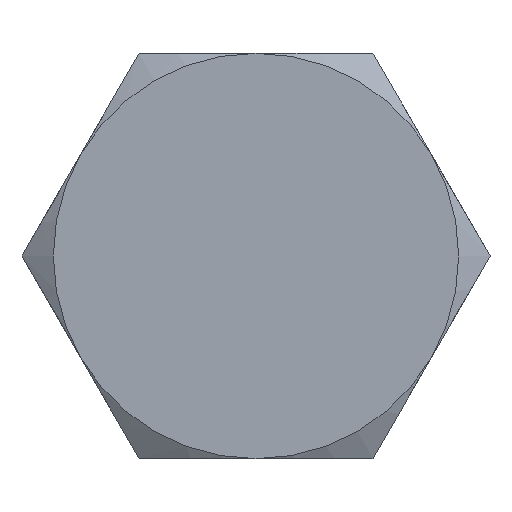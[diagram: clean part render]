
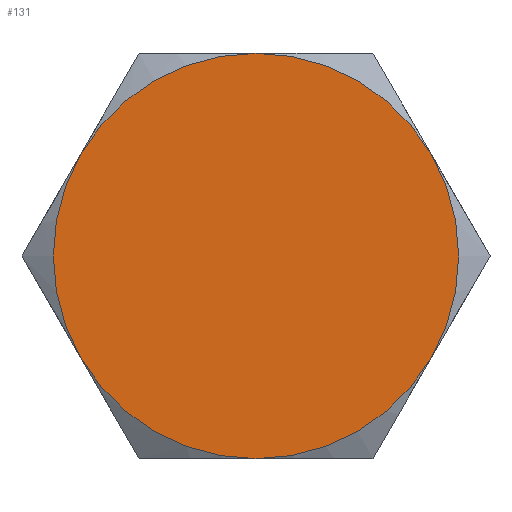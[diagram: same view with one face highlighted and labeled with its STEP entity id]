
A CAD part, left-side view. The second image highlights one B-rep face of the part: STEP entity #131.
In plain terms, the highlighted planar face has unit normal (-1, 0, 0).
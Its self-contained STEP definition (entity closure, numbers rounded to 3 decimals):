
#3 = AXIS2_PLACEMENT_3D ( 'NONE', #588, #201, #487 ) ;
#5 = DIRECTION ( 'NONE',  ( 1., 0., 0. ) ) ;
#23 = DIRECTION ( 'NONE',  ( -1., 0., 0. ) ) ;
#34 = DIRECTION ( 'NONE',  ( 1., 0., 0. ) ) ;
#46 = DIRECTION ( 'NONE',  ( 1., 0., 0. ) ) ;
#64 = CARTESIAN_POINT ( 'NONE',  ( 0., 0., 2.75 ) ) ;
#78 = CARTESIAN_POINT ( 'NONE',  ( 0., 0., 0. ) ) ;
#93 = AXIS2_PLACEMENT_3D ( 'NONE', #428, #5, #328 ) ;
#96 = EDGE_CURVE ( 'NONE', #116, #341, #505, .T. ) ;
#108 = CIRCLE ( 'NONE', #238, 2.75 ) ;
#113 = CARTESIAN_POINT ( 'NONE',  ( 0., 2.382, 1.375 ) ) ;
#116 = VERTEX_POINT ( 'NONE', #64 ) ;
#128 = DIRECTION ( 'NONE',  ( 0., 0., -1. ) ) ;
#131 = ADVANCED_FACE ( 'NONE', ( #192 ), #339, .F. ) ;
#136 = DIRECTION ( 'NONE',  ( 1., 0., 0. ) ) ;
#172 = VERTEX_POINT ( 'NONE', #440 ) ;
#185 = ORIENTED_EDGE ( 'NONE', *, *, #96, .T. ) ;
#192 = FACE_OUTER_BOUND ( 'NONE', #258, .T. ) ;
#201 = DIRECTION ( 'NONE',  ( 1., 0., 0. ) ) ;
#209 = DIRECTION ( 'NONE',  ( 0., 0., -1. ) ) ;
#219 = CIRCLE ( 'NONE', #93, 2.75 ) ;
#224 = ORIENTED_EDGE ( 'NONE', *, *, #443, .F. ) ;
#226 = DIRECTION ( 'NONE',  ( 0., 0., -1. ) ) ;
#238 = AXIS2_PLACEMENT_3D ( 'NONE', #298, #542, #253 ) ;
#243 = EDGE_CURVE ( 'NONE', #529, #341, #354, .T. ) ;
#251 = CARTESIAN_POINT ( 'NONE',  ( 0., 0., 0. ) ) ;
#253 = DIRECTION ( 'NONE',  ( 0., 0., -1. ) ) ;
#255 = EDGE_CURVE ( 'NONE', #116, #465, #108, .T. ) ;
#258 = EDGE_LOOP ( 'NONE', ( #484, #224, #562, #286, #185, #537 ) ) ;
#272 = AXIS2_PLACEMENT_3D ( 'NONE', #424, #136, #226 ) ;
#281 = AXIS2_PLACEMENT_3D ( 'NONE', #384, #23, #535 ) ;
#286 = ORIENTED_EDGE ( 'NONE', *, *, #255, .F. ) ;
#298 = CARTESIAN_POINT ( 'NONE',  ( 0., 0., 0. ) ) ;
#299 = CARTESIAN_POINT ( 'NONE',  ( 0., 0., -2.75 ) ) ;
#319 = CARTESIAN_POINT ( 'NONE',  ( 0., -2.382, 1.375 ) ) ;
#328 = DIRECTION ( 'NONE',  ( 0., 0., -1. ) ) ;
#339 = PLANE ( 'NONE',  #3 ) ;
#341 = VERTEX_POINT ( 'NONE', #113 ) ;
#354 = CIRCLE ( 'NONE', #393, 2.75 ) ;
#380 = VERTEX_POINT ( 'NONE', #299 ) ;
#384 = CARTESIAN_POINT ( 'NONE',  ( 0., 0., 0. ) ) ;
#393 = AXIS2_PLACEMENT_3D ( 'NONE', #251, #34, #209 ) ;
#424 = CARTESIAN_POINT ( 'NONE',  ( 0., 0., 0. ) ) ;
#428 = CARTESIAN_POINT ( 'NONE',  ( 0., 0., 0. ) ) ;
#440 = CARTESIAN_POINT ( 'NONE',  ( 0., -2.382, -1.375 ) ) ;
#443 = EDGE_CURVE ( 'NONE', #172, #380, #451, .T. ) ;
#446 = AXIS2_PLACEMENT_3D ( 'NONE', #78, #46, #128 ) ;
#451 = CIRCLE ( 'NONE', #446, 2.75 ) ;
#465 = VERTEX_POINT ( 'NONE', #319 ) ;
#484 = ORIENTED_EDGE ( 'NONE', *, *, #534, .F. ) ;
#487 = DIRECTION ( 'NONE',  ( 0., 0., -1. ) ) ;
#505 = CIRCLE ( 'NONE', #281, 2.75 ) ;
#529 = VERTEX_POINT ( 'NONE', #601 ) ;
#534 = EDGE_CURVE ( 'NONE', #380, #529, #538, .T. ) ;
#535 = DIRECTION ( 'NONE',  ( 0., 0., 1. ) ) ;
#537 = ORIENTED_EDGE ( 'NONE', *, *, #243, .F. ) ;
#538 = CIRCLE ( 'NONE', #272, 2.75 ) ;
#542 = DIRECTION ( 'NONE',  ( 1., 0., 0. ) ) ;
#562 = ORIENTED_EDGE ( 'NONE', *, *, #590, .F. ) ;
#588 = CARTESIAN_POINT ( 'NONE',  ( 0., 3.175, 0. ) ) ;
#590 = EDGE_CURVE ( 'NONE', #465, #172, #219, .T. ) ;
#601 = CARTESIAN_POINT ( 'NONE',  ( 0., 2.382, -1.375 ) ) ;
